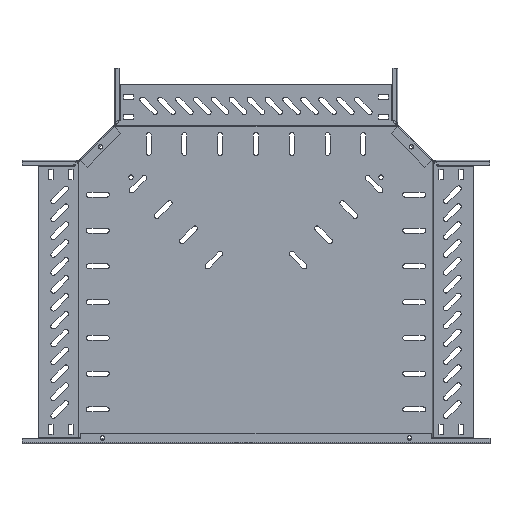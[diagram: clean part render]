
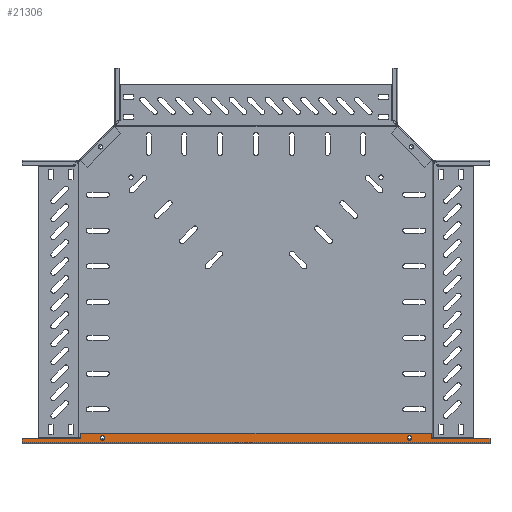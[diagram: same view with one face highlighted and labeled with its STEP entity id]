
A CAD part, front view. The second image highlights one B-rep face of the part: STEP entity #21306.
In plain terms, the highlighted planar face has unit normal (0, -1, 0).
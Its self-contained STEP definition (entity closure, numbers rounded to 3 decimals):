
#82 = LINE ( 'NONE', #11837, #24388 ) ;
#703 = DIRECTION ( 'NONE',  ( -1., 0., 0. ) ) ;
#1249 = CARTESIAN_POINT ( 'NONE',  ( 7.25, 0., -572. ) ) ;
#1288 = LINE ( 'NONE', #25024, #27313 ) ;
#1557 = EDGE_CURVE ( 'NONE', #20829, #10011, #82, .T. ) ;
#1625 = VECTOR ( 'NONE', #6830, 1000. ) ;
#1821 = PLANE ( 'NONE',  #4410 ) ;
#2012 = LINE ( 'NONE', #13242, #2938 ) ;
#2095 = DIRECTION ( 'NONE',  ( 0., 1., 0. ) ) ;
#2480 = VERTEX_POINT ( 'NONE', #12483 ) ;
#2672 = VERTEX_POINT ( 'NONE', #15475 ) ;
#2938 = VECTOR ( 'NONE', #21874, 1000. ) ;
#3260 = DIRECTION ( 'NONE',  ( 0., 0., 1. ) ) ;
#3690 = CARTESIAN_POINT ( 'NONE',  ( 5.15, 0., -112.25 ) ) ;
#3720 = EDGE_CURVE ( 'NONE', #18343, #2672, #25642, .T. ) ;
#3900 = CIRCLE ( 'NONE', #7578, 3.1 ) ;
#4117 = ORIENTED_EDGE ( 'NONE', *, *, #1557, .F. ) ;
#4169 = VECTOR ( 'NONE', #12258, 1000. ) ;
#4262 = CARTESIAN_POINT ( 'NONE',  ( 15., 0., -327. ) ) ;
#4410 = AXIS2_PLACEMENT_3D ( 'NONE', #4262, #2095, #10865 ) ;
#4691 = DIRECTION ( 'NONE',  ( -1., 0., 0. ) ) ;
#4988 = AXIS2_PLACEMENT_3D ( 'NONE', #14358, #7462, #703 ) ;
#5198 = VERTEX_POINT ( 'NONE', #7431 ) ;
#5316 = DIRECTION ( 'NONE',  ( 0., -1., 0. ) ) ;
#5421 = VECTOR ( 'NONE', #4691, 1000. ) ;
#5835 = EDGE_CURVE ( 'NONE', #6425, #20829, #2012, .T. ) ;
#5996 = FACE_OUTER_BOUND ( 'NONE', #17030, .T. ) ;
#6425 = VERTEX_POINT ( 'NONE', #1249 ) ;
#6556 = VERTEX_POINT ( 'NONE', #3690 ) ;
#6595 = ORIENTED_EDGE ( 'NONE', *, *, #3720, .T. ) ;
#6787 = DIRECTION ( 'NONE',  ( -1., 0., 0. ) ) ;
#6830 = DIRECTION ( 'NONE',  ( -1., 0., 0. ) ) ;
#7034 = EDGE_CURVE ( 'NONE', #2672, #2480, #1288, .T. ) ;
#7091 = CARTESIAN_POINT ( 'NONE',  ( 7.25, 0., -654. ) ) ;
#7336 = DIRECTION ( 'NONE',  ( -1., 0., 0. ) ) ;
#7431 = CARTESIAN_POINT ( 'NONE',  ( 5.15, 0., -541.75 ) ) ;
#7462 = DIRECTION ( 'NONE',  ( 0., 1., 0. ) ) ;
#7578 = AXIS2_PLACEMENT_3D ( 'NONE', #16526, #5316, #12359 ) ;
#7878 = EDGE_LOOP ( 'NONE', ( #26078, #13958 ) ) ;
#8193 = VERTEX_POINT ( 'NONE', #16769 ) ;
#8327 = EDGE_CURVE ( 'NONE', #13668, #18343, #17754, .T. ) ;
#8498 = DIRECTION ( 'NONE',  ( 0., 1., 0. ) ) ;
#8786 = CARTESIAN_POINT ( 'NONE',  ( 8.25, 0., -541.75 ) ) ;
#9409 = LINE ( 'NONE', #15900, #27849 ) ;
#9827 = ORIENTED_EDGE ( 'NONE', *, *, #8327, .T. ) ;
#10011 = VERTEX_POINT ( 'NONE', #28413 ) ;
#10230 = CARTESIAN_POINT ( 'NONE',  ( 7.25, 0., 0. ) ) ;
#10810 = EDGE_CURVE ( 'NONE', #6556, #16298, #28414, .T. ) ;
#10865 = DIRECTION ( 'NONE',  ( -1., 0., 0. ) ) ;
#11803 = CARTESIAN_POINT ( 'NONE',  ( 7.25, 0., -82. ) ) ;
#11837 = CARTESIAN_POINT ( 'NONE',  ( 15., 0., -654. ) ) ;
#11989 = VERTEX_POINT ( 'NONE', #18467 ) ;
#12258 = DIRECTION ( 'NONE',  ( 0., 0., 1. ) ) ;
#12350 = CARTESIAN_POINT ( 'NONE',  ( 15., 0., -82. ) ) ;
#12357 = EDGE_CURVE ( 'NONE', #5198, #8193, #3900, .T. ) ;
#12359 = DIRECTION ( 'NONE',  ( -1., 0., 0. ) ) ;
#12483 = CARTESIAN_POINT ( 'NONE',  ( 1.75, 0., 0. ) ) ;
#12619 = EDGE_CURVE ( 'NONE', #11989, #13668, #27438, .T. ) ;
#12690 = ORIENTED_EDGE ( 'NONE', *, *, #5835, .F. ) ;
#13099 = EDGE_CURVE ( 'NONE', #8193, #5198, #19101, .T. ) ;
#13242 = CARTESIAN_POINT ( 'NONE',  ( 7.25, 0., -654. ) ) ;
#13321 = LINE ( 'NONE', #15327, #5421 ) ;
#13565 = VECTOR ( 'NONE', #3260, 1000. ) ;
#13668 = VERTEX_POINT ( 'NONE', #12350 ) ;
#13709 = EDGE_LOOP ( 'NONE', ( #20673, #28271 ) ) ;
#13894 = CARTESIAN_POINT ( 'NONE',  ( 15., 0., -327. ) ) ;
#13958 = ORIENTED_EDGE ( 'NONE', *, *, #19036, .T. ) ;
#14358 = CARTESIAN_POINT ( 'NONE',  ( 8.25, 0., -112.25 ) ) ;
#15033 = CARTESIAN_POINT ( 'NONE',  ( 15., 0., -82. ) ) ;
#15327 = CARTESIAN_POINT ( 'NONE',  ( 15., 0., -572. ) ) ;
#15475 = CARTESIAN_POINT ( 'NONE',  ( 7.25, 0., 0. ) ) ;
#15900 = CARTESIAN_POINT ( 'NONE',  ( 1.75, 0., -327. ) ) ;
#16298 = VERTEX_POINT ( 'NONE', #23768 ) ;
#16526 = CARTESIAN_POINT ( 'NONE',  ( 8.25, 0., -541.75 ) ) ;
#16769 = CARTESIAN_POINT ( 'NONE',  ( 11.35, 0., -541.75 ) ) ;
#17030 = EDGE_LOOP ( 'NONE', ( #9827, #6595, #19448, #21281, #4117, #12690, #25765, #21941 ) ) ;
#17071 = FACE_BOUND ( 'NONE', #7878, .T. ) ;
#17239 = EDGE_CURVE ( 'NONE', #11989, #6425, #13321, .T. ) ;
#17578 = DIRECTION ( 'NONE',  ( -1., 0., 0. ) ) ;
#17754 = LINE ( 'NONE', #15033, #1625 ) ;
#17757 = AXIS2_PLACEMENT_3D ( 'NONE', #19862, #8498, #17578 ) ;
#18343 = VERTEX_POINT ( 'NONE', #11803 ) ;
#18467 = CARTESIAN_POINT ( 'NONE',  ( 15., 0., -572. ) ) ;
#19036 = EDGE_CURVE ( 'NONE', #16298, #6556, #20517, .T. ) ;
#19101 = CIRCLE ( 'NONE', #28303, 3.1 ) ;
#19448 = ORIENTED_EDGE ( 'NONE', *, *, #7034, .T. ) ;
#19862 = CARTESIAN_POINT ( 'NONE',  ( 8.25, 0., -112.25 ) ) ;
#20517 = CIRCLE ( 'NONE', #17757, 3.1 ) ;
#20673 = ORIENTED_EDGE ( 'NONE', *, *, #12357, .F. ) ;
#20829 = VERTEX_POINT ( 'NONE', #7091 ) ;
#21281 = ORIENTED_EDGE ( 'NONE', *, *, #21472, .F. ) ;
#21306 = ADVANCED_FACE ( 'NONE', ( #17071, #5996, #28283 ), #1821, .F. ) ;
#21472 = EDGE_CURVE ( 'NONE', #10011, #2480, #9409, .T. ) ;
#21874 = DIRECTION ( 'NONE',  ( 0., 0., -1. ) ) ;
#21941 = ORIENTED_EDGE ( 'NONE', *, *, #12619, .T. ) ;
#23768 = CARTESIAN_POINT ( 'NONE',  ( 11.35, 0., -112.25 ) ) ;
#23964 = DIRECTION ( 'NONE',  ( -1., 0., 0. ) ) ;
#24388 = VECTOR ( 'NONE', #23964, 1000. ) ;
#25024 = CARTESIAN_POINT ( 'NONE',  ( 15., 0., 0. ) ) ;
#25642 = LINE ( 'NONE', #10230, #4169 ) ;
#25765 = ORIENTED_EDGE ( 'NONE', *, *, #17239, .F. ) ;
#26078 = ORIENTED_EDGE ( 'NONE', *, *, #10810, .T. ) ;
#26403 = DIRECTION ( 'NONE',  ( 0., 0., 1. ) ) ;
#26490 = DIRECTION ( 'NONE',  ( 0., -1., 0. ) ) ;
#27313 = VECTOR ( 'NONE', #7336, 1000. ) ;
#27438 = LINE ( 'NONE', #13894, #13565 ) ;
#27849 = VECTOR ( 'NONE', #26403, 1000. ) ;
#28271 = ORIENTED_EDGE ( 'NONE', *, *, #13099, .F. ) ;
#28283 = FACE_BOUND ( 'NONE', #13709, .T. ) ;
#28303 = AXIS2_PLACEMENT_3D ( 'NONE', #8786, #26490, #6787 ) ;
#28413 = CARTESIAN_POINT ( 'NONE',  ( 1.75, 0., -654. ) ) ;
#28414 = CIRCLE ( 'NONE', #4988, 3.1 ) ;
